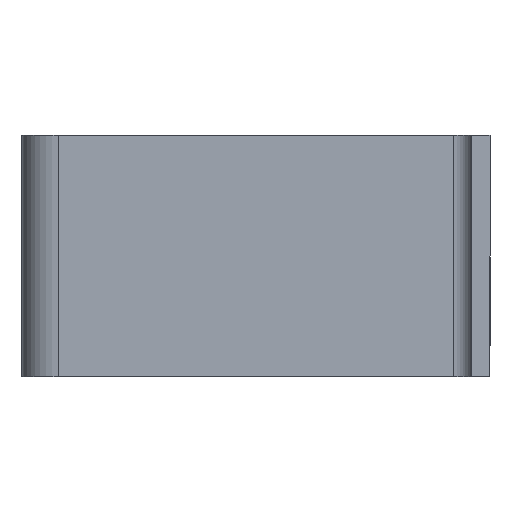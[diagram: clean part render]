
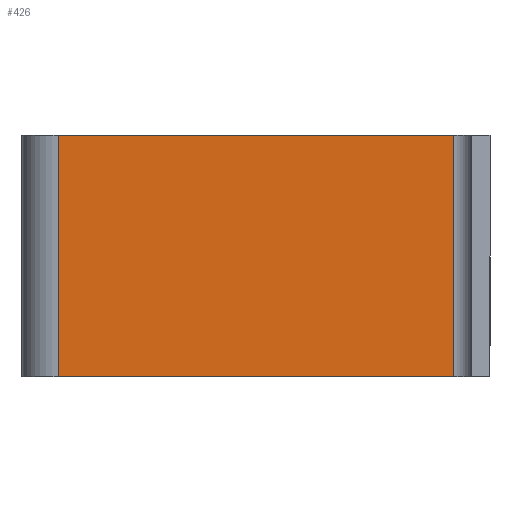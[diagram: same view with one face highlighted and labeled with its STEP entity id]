
A CAD part, left-side view. The second image highlights one B-rep face of the part: STEP entity #426.
In plain terms, the highlighted planar face has unit normal (-1, 0, 0).
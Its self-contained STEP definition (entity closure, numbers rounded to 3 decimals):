
#51 = ORIENTED_EDGE ( 'NONE', *, *, #725, .F. ) ;
#68 = VECTOR ( 'NONE', #344, 1000. ) ;
#81 = EDGE_CURVE ( 'NONE', #516, #715, #260, .T. ) ;
#89 = FACE_OUTER_BOUND ( 'NONE', #670, .T. ) ;
#92 = ORIENTED_EDGE ( 'NONE', *, *, #81, .F. ) ;
#107 = CARTESIAN_POINT ( 'NONE',  ( 1.27, 0.76, -2.54 ) ) ;
#108 = CARTESIAN_POINT ( 'NONE',  ( 1.27, 0.76, 2.54 ) ) ;
#121 = CARTESIAN_POINT ( 'NONE',  ( 1.27, 0.76, 2.54 ) ) ;
#215 = EDGE_CURVE ( 'NONE', #350, #715, #696, .T. ) ;
#260 = LINE ( 'NONE', #268, #734 ) ;
#268 = CARTESIAN_POINT ( 'NONE',  ( 1.27, 9.08, -2.54 ) ) ;
#275 = VERTEX_POINT ( 'NONE', #575 ) ;
#302 = LINE ( 'NONE', #366, #727 ) ;
#344 = DIRECTION ( 'NONE',  ( 0., 0., 1. ) ) ;
#350 = VERTEX_POINT ( 'NONE', #121 ) ;
#366 = CARTESIAN_POINT ( 'NONE',  ( 1.27, 0.76, -2.54 ) ) ;
#400 = AXIS2_PLACEMENT_3D ( 'NONE', #601, #720, #674 ) ;
#401 = DIRECTION ( 'NONE',  ( 0., 1., 0. ) ) ;
#426 = ADVANCED_FACE ( 'NONE', ( #89 ), #662, .F. ) ;
#464 = ORIENTED_EDGE ( 'NONE', *, *, #635, .T. ) ;
#516 = VERTEX_POINT ( 'NONE', #724 ) ;
#569 = LINE ( 'NONE', #107, #68 ) ;
#575 = CARTESIAN_POINT ( 'NONE',  ( 1.27, 0.76, -2.54 ) ) ;
#593 = CARTESIAN_POINT ( 'NONE',  ( 1.27, 9.08, 2.54 ) ) ;
#601 = CARTESIAN_POINT ( 'NONE',  ( 1.27, 0.76, -2.54 ) ) ;
#604 = ORIENTED_EDGE ( 'NONE', *, *, #215, .T. ) ;
#635 = EDGE_CURVE ( 'NONE', #275, #350, #569, .T. ) ;
#639 = DIRECTION ( 'NONE',  ( 0., 1., 0. ) ) ;
#662 = PLANE ( 'NONE',  #400 ) ;
#670 = EDGE_LOOP ( 'NONE', ( #604, #92, #51, #464 ) ) ;
#674 = DIRECTION ( 'NONE',  ( 0., 0., -1. ) ) ;
#696 = LINE ( 'NONE', #108, #701 ) ;
#701 = VECTOR ( 'NONE', #401, 1000. ) ;
#715 = VERTEX_POINT ( 'NONE', #593 ) ;
#720 = DIRECTION ( 'NONE',  ( 1., 0., 0. ) ) ;
#724 = CARTESIAN_POINT ( 'NONE',  ( 1.27, 9.08, -2.54 ) ) ;
#725 = EDGE_CURVE ( 'NONE', #275, #516, #302, .T. ) ;
#727 = VECTOR ( 'NONE', #639, 1000. ) ;
#733 = DIRECTION ( 'NONE',  ( 0., 0., 1. ) ) ;
#734 = VECTOR ( 'NONE', #733, 1000. ) ;
